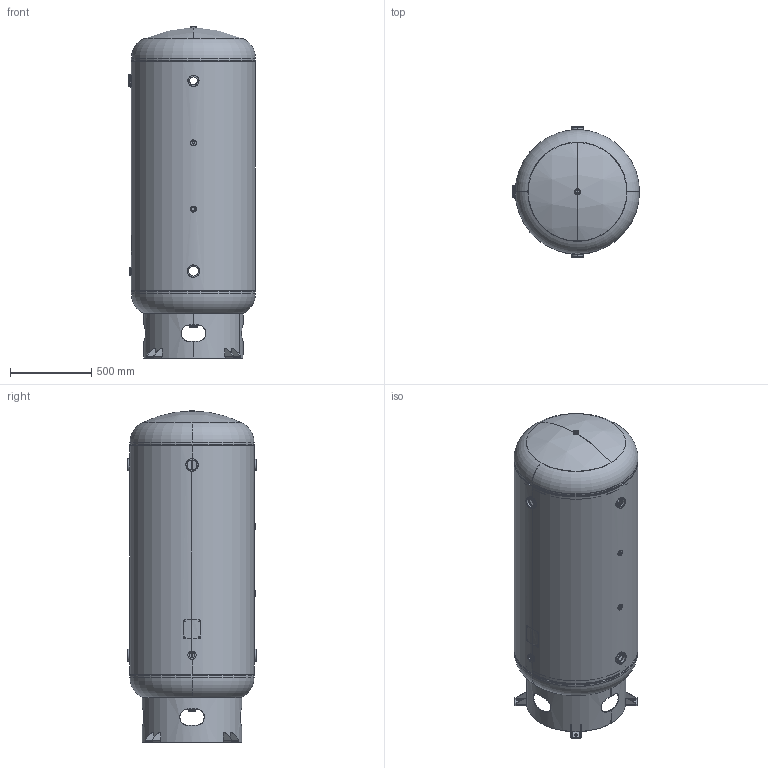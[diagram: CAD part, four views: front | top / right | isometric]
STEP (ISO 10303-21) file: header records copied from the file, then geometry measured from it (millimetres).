
FILE_DESCRIPTION (( 'STEP AP214' ), '1' );
FILE_NAME ('302426 STEP.STEP', '2025-01-22T16:27:07', ( '' ), ( '' ), 'SwSTEP 2.0', 'SolidWorks 2022', '' );
FILE_SCHEMA (( 'AUTOMOTIVE_DESIGN' ));
Length unit declared in the file: inch
Products named in the file (13): PHOENIX FLAT FLANGE_0500P393; 302426 STEP; 302426-SL; PHOENIX FLAT FLANGE_0250P391; PHOENIX RAD FLANGE_100P705-7R; A85002; PHOENIX RAD FLANGE_150P957 OR; PHOENIX FLAT FLANGE_1000; HEAD_30X186JOG; A85003; NP-VER_30; PHOENIX RAD FLANGE_200P958 OR; A55179
Assembly tree (20 placements, depth 3):
  302426 STEP
    302426-SL
    HEAD_30X186JOG  x2
    PHOENIX FLAT FLANGE_1000
    PHOENIX RAD FLANGE_200P958 OR  x4
    PHOENIX RAD FLANGE_100P705-7R
    PHOENIX RAD FLANGE_150P957 OR
    PHOENIX FLAT FLANGE_0500P393  x2
    PHOENIX FLAT FLANGE_0250P391
    NP-VER_30
    A85002
      A85003
      A55179  x4
Bounding box: 779.93 x 797.86 x 2038.9 mm (x, y, z)
Volume: 28395202.8 mm3; surface area: 10768574.6 mm2
Topology: 19 solids, 19 shells, 452 faces, 1006 edges, 600 vertices
Faces by surface type: plane 142, torus 132, cylinder 130, bspline 36, sphere 8, cone 4
Entity records: 19397 total; most frequent: CARTESIAN_POINT 12976, DIRECTION 1251, ORIENTED_EDGE 1178, EDGE_CURVE 589, AXIS2_PLACEMENT_3D 555, VERTEX_POINT 358, CIRCLE 312, EDGE_LOOP 303
